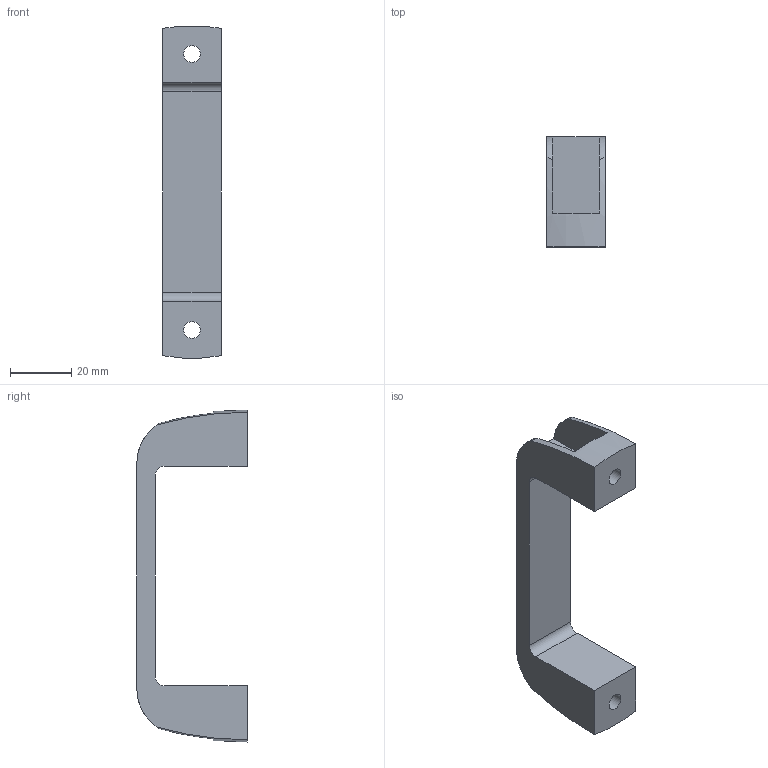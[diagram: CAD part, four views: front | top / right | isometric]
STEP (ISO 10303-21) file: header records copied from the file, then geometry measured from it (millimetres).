
FILE_DESCRIPTION( ( 'STEP AP203' ), '1' );
FILE_NAME( 'PUHWB-W19-H36.stp', '2024-09-08T14:20:51', ( 'License CC BY-ND 4.0' ), ( 'CADENAS' ), ' ', 'PARTsolutions', ' ' );
FILE_SCHEMA( ( 'CONFIG_CONTROL_DESIGN' ) );
Length unit declared in the file: millimetre
Products named in the file (1): _PUHWB-W19-H36
Bounding box: 19 x 36 x 108.31 mm (x, y, z)
Volume: 19462.8 mm3; surface area: 11119.7 mm2
Topology: 1 solids, 1 shells, 28 faces, 72 edges, 48 vertices
Faces by surface type: plane 18, cylinder 8, torus 2
Full cylindrical faces by diameter (mm): 5.5 x2, 9.5 x2
Entity records: 920 total; most frequent: CARTESIAN_POINT 179, DIRECTION 150, ORIENTED_EDGE 136, EDGE_CURVE 68, AXIS2_PLACEMENT_3D 59, VERTEX_POINT 48, EDGE_LOOP 38, FACE_OUTER_BOUND 32
